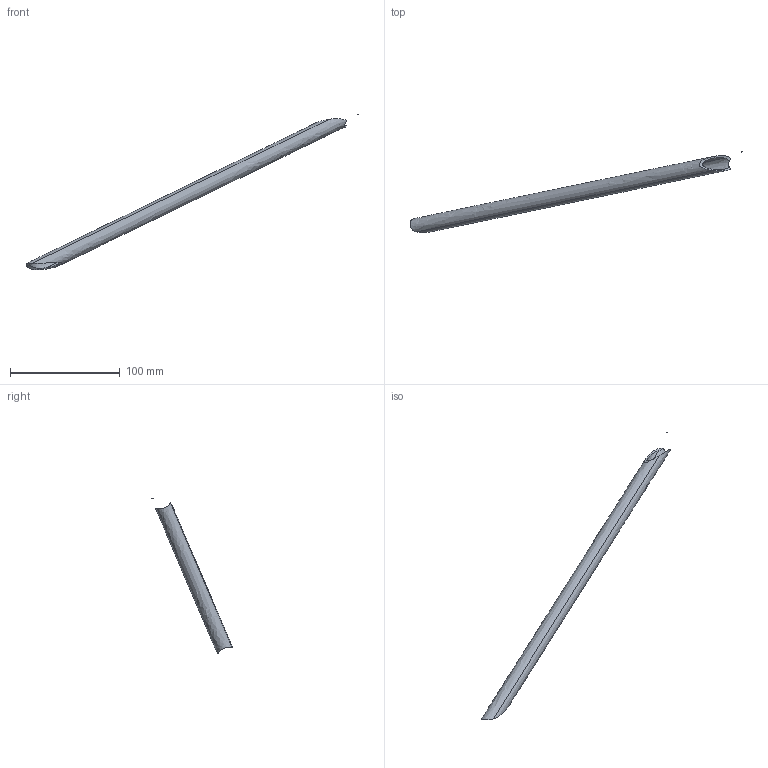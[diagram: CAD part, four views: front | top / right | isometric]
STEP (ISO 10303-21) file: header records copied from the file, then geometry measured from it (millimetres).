
FILE_DESCRIPTION(('CATIA V5 STEP Exchange'),'2;1');
FILE_NAME('983.stp','2017-12-22T18:48:23+00:00',('none'),('none'),'CATIA Version 5 Release 19 SP 2 (IN-10)','CATIA V5 STEP AP203','none');
FILE_SCHEMA(('CONFIG_CONTROL_DESIGN'));
Length unit declared in the file: millimetre
Products named in the file (1): Shape_983
Bounding box: 303.14 x 74.05 x 142.36 mm (x, y, z)
Volume: 19168.5 mm3; surface area: 25853.7 mm2
Topology: 2 solids, 2 shells, 13 faces, 30 edges, 20 vertices
Faces by surface type: bspline 6, cylinder 4, plane 3
Entity records: 824 total; most frequent: CARTESIAN_POINT 563, ORIENTED_EDGE 60, EDGE_CURVE 30, B_SPLINE_CURVE_WITH_KNOTS 20, VERTEX_POINT 20, DIRECTION 17, EDGE_LOOP 14, ADVANCED_FACE 13
